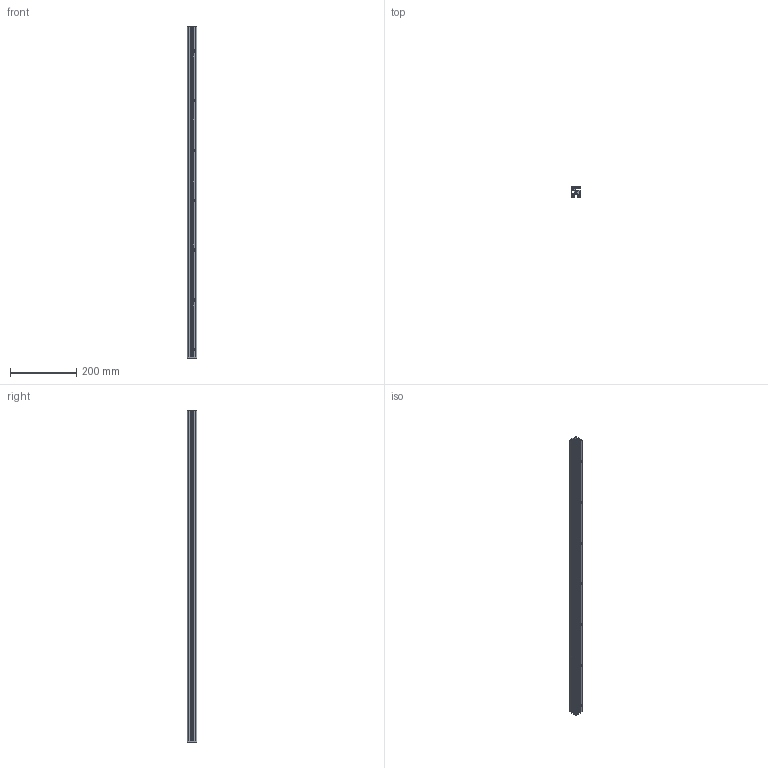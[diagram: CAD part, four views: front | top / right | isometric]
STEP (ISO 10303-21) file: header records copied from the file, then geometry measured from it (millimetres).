
FILE_DESCRIPTION(/* description */ ('KriTec Klemmprofil 6 30x30'),/* implementation_level */ '2;1');
FILE_NAME(/* name */ '10134_KriTec_Klemmprofil_6_30x30.stp',/* time_stamp */ '2021-04-27T11:03:02+02:00',/* author */ ('Nell'),/* organization */ (''),/* preprocessor_version */ 'ST-DEVELOPER v17',/* originating_system */ 'Autodesk Inventor 2018',/* authorisation */ '');
FILE_SCHEMA (('AUTOMOTIVE_DESIGN { 1 0 10303 214 3 1 1 }'));
Length unit declared in the file: millimetre
Products named in the file (3): 10134; 10134_KriTec_Klemmprofil_6_30x30; 10256
Assembly tree (2 placements, depth 2):
  10134
    10134_KriTec_Klemmprofil_6_30x30
    10256
Bounding box: 30 x 30 x 1000 mm (x, y, z)
Volume: 469795.1 mm3; surface area: 350200.7 mm2
Topology: 2 solids, 2 shells, 199 faces, 676 edges, 453 vertices
Faces by surface type: cylinder 105, plane 94
Full cylindrical faces by diameter (mm): 3.242 x7, 5 x1, 7.2 x7
Entity records: 8190 total; most frequent: CARTESIAN_POINT 2131, ORIENTED_EDGE 1352, DIRECTION 1189, EDGE_CURVE 676, VERTEX_POINT 453, AXIS2_PLACEMENT_3D 407, LINE 375, VECTOR 375
